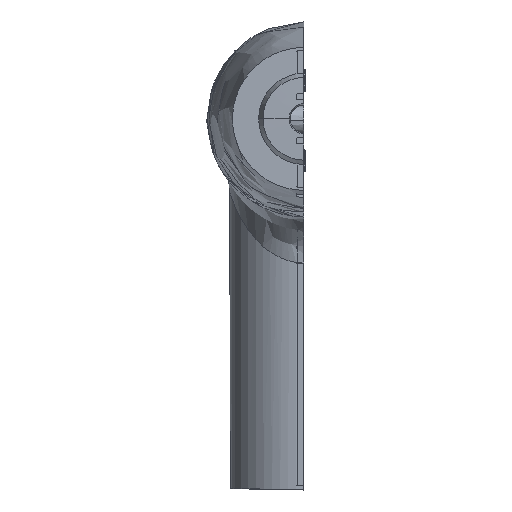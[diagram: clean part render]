
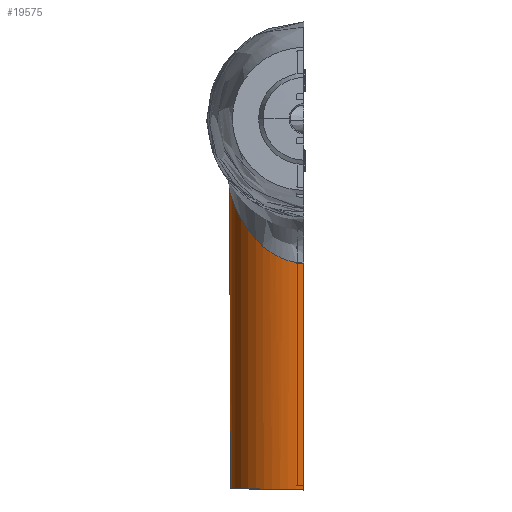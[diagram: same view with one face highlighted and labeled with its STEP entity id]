
A CAD part, top view. The second image highlights one B-rep face of the part: STEP entity #19575.
In plain terms, the highlighted cylindrical face has radius 16.05 mm (diameter 32.1 mm), a partial arc.
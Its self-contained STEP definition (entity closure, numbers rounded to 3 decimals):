
#244 = DIRECTION ( 'NONE',  ( 0., 1., 0. ) ) ;
#390 = VERTEX_POINT ( 'NONE', #8229 ) ;
#862 = CARTESIAN_POINT ( 'NONE',  ( -0.725, -31.024, -102.954 ) ) ;
#887 = CARTESIAN_POINT ( 'NONE',  ( -15.926, -16.177, -116.992 ) ) ;
#932 = LINE ( 'NONE', #12532, #24925 ) ;
#950 = CARTESIAN_POINT ( 'NONE',  ( -10.288, -26.109, -106.643 ) ) ;
#975 = CARTESIAN_POINT ( 'NONE',  ( -14.996, -17.443, -124.741 ) ) ;
#1084 = CARTESIAN_POINT ( 'NONE',  ( -6.443, -27.2, -133.71 ) ) ;
#2061 = CARTESIAN_POINT ( 'NONE',  ( -12.238, -23.674, -108.606 ) ) ;
#3130 = CARTESIAN_POINT ( 'NONE',  ( -16.012, -15.847, -117.864 ) ) ;
#3205 = CARTESIAN_POINT ( 'NONE',  ( -11.937, -24.092, -108.261 ) ) ;
#3236 = CARTESIAN_POINT ( 'NONE',  ( -14.4, -18.541, -126.104 ) ) ;
#3343 = CARTESIAN_POINT ( 'NONE',  ( -4.862, -27.992, -134.306 ) ) ;
#5263 = CARTESIAN_POINT ( 'NONE',  ( -0.1, -31.029, -102.95 ) ) ;
#5295 = CARTESIAN_POINT ( 'NONE',  ( -13.07, -22.419, -109.673 ) ) ;
#5377 = CARTESIAN_POINT ( 'NONE',  ( -1.34, -30.969, -102.994 ) ) ;
#5404 = CARTESIAN_POINT ( 'NONE',  ( -16.051, -15.631, -118.762 ) ) ;
#5502 = CARTESIAN_POINT ( 'NONE',  ( -13.705, -19.719, -127.366 ) ) ;
#5599 = CARTESIAN_POINT ( 'NONE',  ( -3.16, -28.584, -134.747 ) ) ;
#6307 = VERTEX_POINT ( 'NONE', #13781 ) ;
#6577 = B_SPLINE_CURVE_WITH_KNOTS ( 'NONE', 3,
 ( #5263, #862, #5377, #21156, #7636, #23441, #9926, #25699, #12197, #27970, #14459, #950, #16720, #3205, #2061, #18804, #5295, #21078, #7574, #23361, #9846, #25631, #12124, #27888, #14378, #887, #16649, #3130, #18899, #5404, #21187, #7663, #23464, #9957, #25729, #12220, #27994, #14491, #975, #16746, #3236, #19002, #5502, #21297, #7775, #23558, #10058, #25832, #12311, #28084, #14593, #1084, #16833, #3343, #19108, #5599, #21396, #7880, #23661, #10149, #25935, #12406 ),
 .UNSPECIFIED., .F., .F.,
 ( 4, 2, 2, 2, 2, 2, 2, 2, 2, 2, 2, 2, 2, 2, 2, 2, 2, 2, 2, 2, 2, 2, 2, 2, 2, 2, 2, 2, 2, 2, 4 ),
 ( 0., 0.002, 0.004, 0.008, 0.009, 0.011, 0.015, 0.017, 0.019, 0.022, 0.024, 0.026, 0.028, 0.029, 0.03, 0.031, 0.032, 0.033, 0.035, 0.037, 0.039, 0.041, 0.045, 0.046, 0.048, 0.052, 0.054, 0.056, 0.058, 0.059, 0.059 ),
 .UNSPECIFIED. ) ;
#7574 = CARTESIAN_POINT ( 'NONE',  ( -14.256, -20.326, -111.569 ) ) ;
#7636 = CARTESIAN_POINT ( 'NONE',  ( -3.154, -30.615, -103.252 ) ) ;
#7663 = CARTESIAN_POINT ( 'NONE',  ( -16.038, -15.544, -119.694 ) ) ;
#7775 = CARTESIAN_POINT ( 'NONE',  ( -12.363, -21.733, -129.278 ) ) ;
#7880 = CARTESIAN_POINT ( 'NONE',  ( -1.641, -28.884, -134.969 ) ) ;
#8193 = DIRECTION ( 'NONE',  ( 0., 1., 0. ) ) ;
#8195 = LINE ( 'NONE', #12266, #19479 ) ;
#8229 = CARTESIAN_POINT ( 'NONE',  ( -0.1, -31.029, -102.95 ) ) ;
#9651 = CARTESIAN_POINT ( 'NONE',  ( -31.804, -79.445, -103.148 ) ) ;
#9846 = CARTESIAN_POINT ( 'NONE',  ( -15.001, -18.707, -113.271 ) ) ;
#9926 = CARTESIAN_POINT ( 'NONE',  ( -5.92, -29.537, -104.043 ) ) ;
#9957 = CARTESIAN_POINT ( 'NONE',  ( -15.944, -15.629, -120.944 ) ) ;
#10058 = CARTESIAN_POINT ( 'NONE',  ( -11.064, -23.322, -130.637 ) ) ;
#10149 = CARTESIAN_POINT ( 'NONE',  ( -0.715, -28.977, -135.037 ) ) ;
#11819 = CARTESIAN_POINT ( 'NONE',  ( -31.804, -79.445, -134.852 ) ) ;
#12124 = CARTESIAN_POINT ( 'NONE',  ( -15.459, -17.569, -114.656 ) ) ;
#12197 = CARTESIAN_POINT ( 'NONE',  ( -7.841, -28.274, -104.987 ) ) ;
#12220 = CARTESIAN_POINT ( 'NONE',  ( -15.633, -16.2, -122.68 ) ) ;
#12266 = CARTESIAN_POINT ( 'NONE',  ( -0.1, -80., -135.05 ) ) ;
#12311 = CARTESIAN_POINT ( 'NONE',  ( -9.968, -24.483, -131.589 ) ) ;
#12406 = CARTESIAN_POINT ( 'NONE',  ( -0.1, -28.994, -135.05 ) ) ;
#12532 = CARTESIAN_POINT ( 'NONE',  ( -0.1, -80., -102.95 ) ) ;
#12839 = EDGE_CURVE ( 'NONE', #17602, #390, #932, .T. ) ;
#13168 =( BOUNDED_CURVE ( )  B_SPLINE_CURVE ( 3, ( #20769, #11819, #9651, #25418 ),
 .UNSPECIFIED., .F., .F. ) 
 B_SPLINE_CURVE_WITH_KNOTS ( ( 4, 4 ),
 ( 4.719, 7.848 ),
 .UNSPECIFIED. ) 
 CURVE ( )  GEOMETRIC_REPRESENTATION_ITEM ( )  RATIONAL_B_SPLINE_CURVE ( ( 1., 0.337, 0.337, 1. ) ) 
 REPRESENTATION_ITEM ( '' )  );
#13781 = CARTESIAN_POINT ( 'NONE',  ( -0.1, -28.994, -135.05 ) ) ;
#13824 = CARTESIAN_POINT ( 'NONE',  ( -0.1, -79.998, -102.95 ) ) ;
#14378 = CARTESIAN_POINT ( 'NONE',  ( -15.807, -16.576, -116.162 ) ) ;
#14459 = CARTESIAN_POINT ( 'NONE',  ( -9.12, -27.223, -105.784 ) ) ;
#14491 = CARTESIAN_POINT ( 'NONE',  ( -15.174, -17.101, -124.259 ) ) ;
#14593 = CARTESIAN_POINT ( 'NONE',  ( -7.901, -26.286, -133.012 ) ) ;
#15557 = CYLINDRICAL_SURFACE ( 'NONE', #23479, 16.05 ) ;
#15733 = VERTEX_POINT ( 'NONE', #28937 ) ;
#16251 = FACE_OUTER_BOUND ( 'NONE', #26322, .T. ) ;
#16588 = ORIENTED_EDGE ( 'NONE', *, *, #23732, .T. ) ;
#16649 = CARTESIAN_POINT ( 'NONE',  ( -15.96, -16.055, -117.28 ) ) ;
#16720 = CARTESIAN_POINT ( 'NONE',  ( -10.986, -25.32, -107.263 ) ) ;
#16746 = CARTESIAN_POINT ( 'NONE',  ( -14.61, -18.163, -125.664 ) ) ;
#16833 = CARTESIAN_POINT ( 'NONE',  ( -5.928, -27.486, -133.926 ) ) ;
#16881 = EDGE_CURVE ( 'NONE', #15733, #17602, #13168, .T. ) ;
#17602 = VERTEX_POINT ( 'NONE', #13824 ) ;
#17706 = EDGE_CURVE ( 'NONE', #6307, #15733, #8195, .T. ) ;
#18255 = CARTESIAN_POINT ( 'NONE',  ( 0., -80., -119. ) ) ;
#18804 = CARTESIAN_POINT ( 'NONE',  ( -12.804, -22.839, -109.312 ) ) ;
#18899 = CARTESIAN_POINT ( 'NONE',  ( -16.031, -15.761, -118.16 ) ) ;
#19002 = CARTESIAN_POINT ( 'NONE',  ( -13.948, -19.319, -126.955 ) ) ;
#19108 = CARTESIAN_POINT ( 'NONE',  ( -4.31, -28.214, -134.472 ) ) ;
#19479 = VECTOR ( 'NONE', #28049, 1000. ) ;
#19575 = ADVANCED_FACE ( 'NONE', ( #16251 ), #15557, .T. ) ;
#20398 = ORIENTED_EDGE ( 'NONE', *, *, #17706, .T. ) ;
#20769 = CARTESIAN_POINT ( 'NONE',  ( -0.1, -79.998, -135.05 ) ) ;
#21078 = CARTESIAN_POINT ( 'NONE',  ( -13.819, -21.162, -110.788 ) ) ;
#21156 = CARTESIAN_POINT ( 'NONE',  ( -2.552, -30.765, -103.142 ) ) ;
#21187 = CARTESIAN_POINT ( 'NONE',  ( -16.053, -15.586, -119.069 ) ) ;
#21297 = CARTESIAN_POINT ( 'NONE',  ( -12.935, -20.923, -128.549 ) ) ;
#21396 = CARTESIAN_POINT ( 'NONE',  ( -2.559, -28.732, -134.857 ) ) ;
#22302 = ORIENTED_EDGE ( 'NONE', *, *, #16881, .T. ) ;
#22815 = DIRECTION ( 'NONE',  ( 0., 0., 1. ) ) ;
#23361 = CARTESIAN_POINT ( 'NONE',  ( -14.825, -19.108, -112.833 ) ) ;
#23441 = CARTESIAN_POINT ( 'NONE',  ( -4.873, -30.055, -103.662 ) ) ;
#23464 = CARTESIAN_POINT ( 'NONE',  ( -16.021, -15.547, -120.008 ) ) ;
#23479 = AXIS2_PLACEMENT_3D ( 'NONE', #18255, #244, #22815 ) ;
#23558 = CARTESIAN_POINT ( 'NONE',  ( -11.402, -22.927, -130.306 ) ) ;
#23661 = CARTESIAN_POINT ( 'NONE',  ( -1.331, -28.923, -134.998 ) ) ;
#23732 = EDGE_CURVE ( 'NONE', #390, #6307, #6577, .T. ) ;
#24925 = VECTOR ( 'NONE', #8193, 1000. ) ;
#25418 = CARTESIAN_POINT ( 'NONE',  ( -0.1, -79.998, -102.95 ) ) ;
#25631 = CARTESIAN_POINT ( 'NONE',  ( -15.318, -17.937, -114.184 ) ) ;
#25699 = CARTESIAN_POINT ( 'NONE',  ( -7.38, -28.606, -104.737 ) ) ;
#25729 = CARTESIAN_POINT ( 'NONE',  ( -15.859, -15.776, -121.537 ) ) ;
#25832 = CARTESIAN_POINT ( 'NONE',  ( -10.348, -24.099, -131.278 ) ) ;
#25935 = CARTESIAN_POINT ( 'NONE',  ( -0.407, -28.991, -135.048 ) ) ;
#26322 = EDGE_LOOP ( 'NONE', ( #16588, #20398, #22302, #28005 ) ) ;
#27888 = CARTESIAN_POINT ( 'NONE',  ( -15.704, -16.889, -115.645 ) ) ;
#27970 = CARTESIAN_POINT ( 'NONE',  ( -8.71, -27.583, -105.509 ) ) ;
#27994 = CARTESIAN_POINT ( 'NONE',  ( -15.492, -16.48, -123.23 ) ) ;
#28005 = ORIENTED_EDGE ( 'NONE', *, *, #12839, .T. ) ;
#28049 = DIRECTION ( 'NONE',  ( 0., -1., 0. ) ) ;
#28084 = CARTESIAN_POINT ( 'NONE',  ( -8.771, -25.596, -132.478 ) ) ;
#28937 = CARTESIAN_POINT ( 'NONE',  ( -0.1, -79.998, -135.05 ) ) ;
